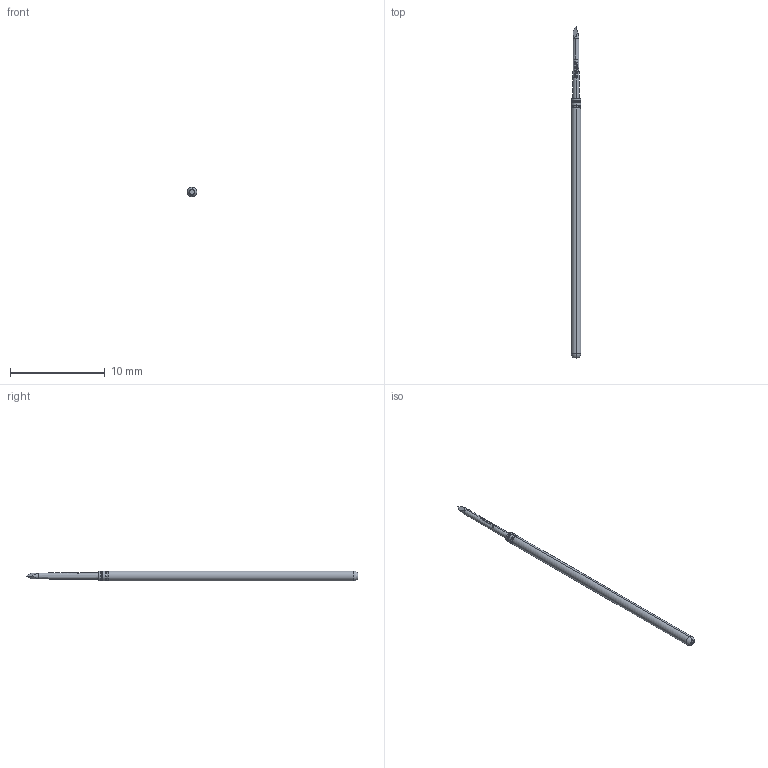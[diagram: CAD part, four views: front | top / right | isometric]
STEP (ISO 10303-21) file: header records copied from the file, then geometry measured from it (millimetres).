
FILE_DESCRIPTION (( 'STEP AP203' ), '1' );
FILE_NAME ('INGUN_GKS-075_277_064_A_xx00_LH.STEP', '2021-09-27T09:04:18', ( 'ochi' ), ( '' ), 'SwSTEP 2.0', 'SolidWorks 2018', '' );
FILE_SCHEMA (( 'CONFIG_CONTROL_DESIGN' ));
Length unit declared in the file: millimetre
Products named in the file (1): INGUN_GKS-075_277_064_A_xx00_LH
Bounding box: 1.02 x 35.1 x 1.02 mm (x, y, z)
Volume: 24.5 mm3; surface area: 103.6 mm2
Topology: 1 solids, 1 shells, 90 faces, 239 edges, 153 vertices
Faces by surface type: bspline 51, cone 14, torus 10, cylinder 10, plane 5
Entity records: 3803 total; most frequent: CARTESIAN_POINT 1982, ORIENTED_EDGE 478, EDGE_CURVE 239, B_SPLINE_CURVE_WITH_KNOTS 175, DIRECTION 173, VERTEX_POINT 153, EDGE_LOOP 92, ADVANCED_FACE 90
